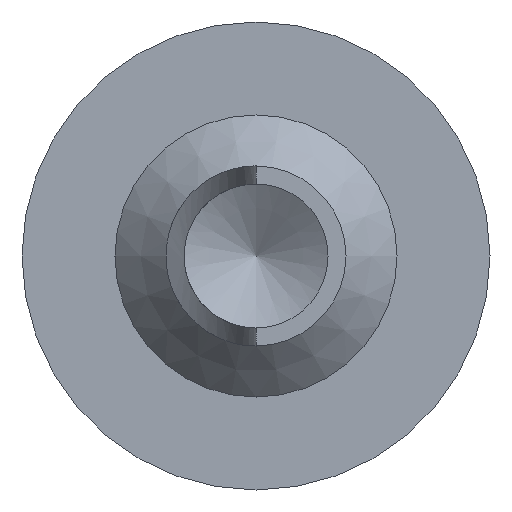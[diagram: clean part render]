
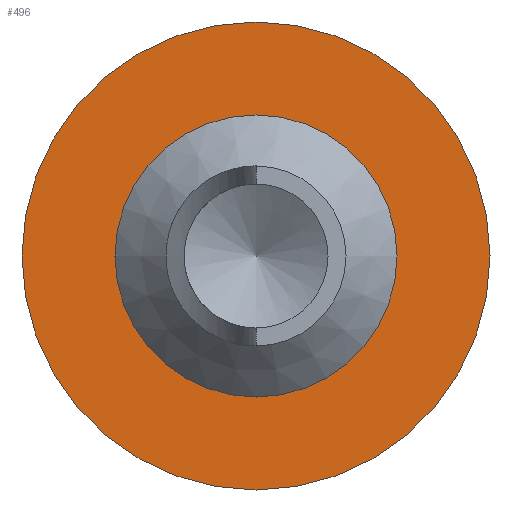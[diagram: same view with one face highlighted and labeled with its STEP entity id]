
A CAD part, front view. The second image highlights one B-rep face of the part: STEP entity #496.
In plain terms, the highlighted planar face has unit normal (0, -1, 0).
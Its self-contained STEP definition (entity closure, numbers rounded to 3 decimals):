
#2 = PLANE ( 'NONE',  #277 ) ;
#35 = EDGE_CURVE ( 'NONE', #331, #331, #683, .T. ) ;
#41 = FACE_BOUND ( 'NONE', #685, .T. ) ;
#51 = VERTEX_POINT ( 'NONE', #173 ) ;
#52 = DIRECTION ( 'NONE',  ( -1., 0., 0. ) ) ;
#58 = DIRECTION ( 'NONE',  ( 0., 1., 0. ) ) ;
#89 = AXIS2_PLACEMENT_3D ( 'NONE', #311, #250, #150 ) ;
#105 = AXIS2_PLACEMENT_3D ( 'NONE', #317, #58, #52 ) ;
#150 = DIRECTION ( 'NONE',  ( -1., 0., 0. ) ) ;
#173 = CARTESIAN_POINT ( 'NONE',  ( -1.175, -3.1, 0. ) ) ;
#209 = CARTESIAN_POINT ( 'NONE',  ( -1.95, -3.1, 0. ) ) ;
#235 = CIRCLE ( 'NONE', #89, 1.175 ) ;
#250 = DIRECTION ( 'NONE',  ( 0., 1., 0. ) ) ;
#254 = DIRECTION ( 'NONE',  ( -1., 0., 0. ) ) ;
#277 = AXIS2_PLACEMENT_3D ( 'NONE', #705, #648, #254 ) ;
#311 = CARTESIAN_POINT ( 'NONE',  ( 0., -3.1, 0. ) ) ;
#317 = CARTESIAN_POINT ( 'NONE',  ( 0., -3.1, 0. ) ) ;
#331 = VERTEX_POINT ( 'NONE', #209 ) ;
#399 = ORIENTED_EDGE ( 'NONE', *, *, #415, .T. ) ;
#402 = ORIENTED_EDGE ( 'NONE', *, *, #35, .F. ) ;
#415 = EDGE_CURVE ( 'NONE', #51, #51, #235, .T. ) ;
#480 = FACE_OUTER_BOUND ( 'NONE', #587, .T. ) ;
#496 = ADVANCED_FACE ( 'Defeature ausgef�hrt2_6', ( #480, #41 ), #2, .F. ) ;
#587 = EDGE_LOOP ( 'NONE', ( #402 ) ) ;
#648 = DIRECTION ( 'NONE',  ( 0., 1., 0. ) ) ;
#683 = CIRCLE ( 'NONE', #105, 1.95 ) ;
#685 = EDGE_LOOP ( 'NONE', ( #399 ) ) ;
#705 = CARTESIAN_POINT ( 'NONE',  ( 1.175, -3.1, 0. ) ) ;
